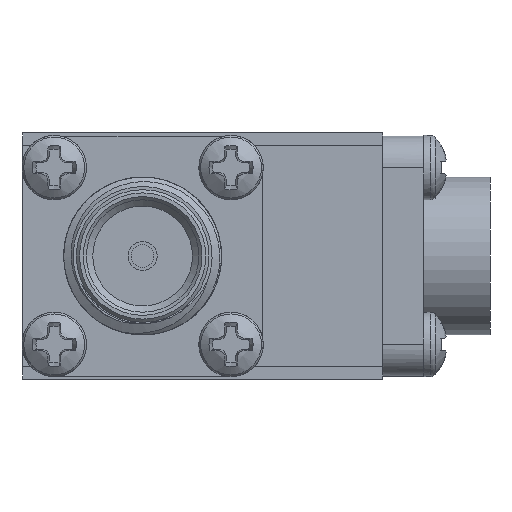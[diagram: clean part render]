
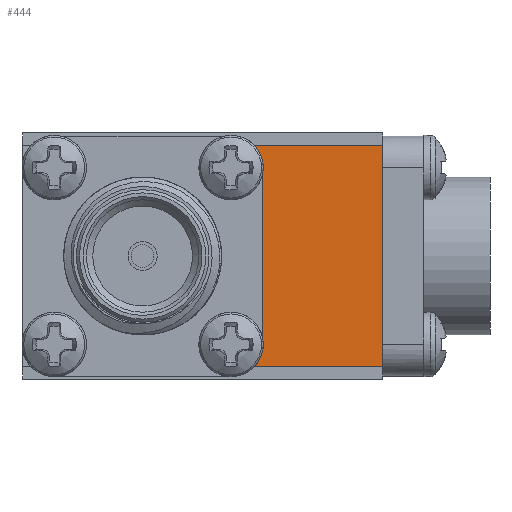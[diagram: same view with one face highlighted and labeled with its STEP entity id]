
A CAD part, left-side view. The second image highlights one B-rep face of the part: STEP entity #444.
In plain terms, the highlighted planar face has unit normal (-1, 0, 0).
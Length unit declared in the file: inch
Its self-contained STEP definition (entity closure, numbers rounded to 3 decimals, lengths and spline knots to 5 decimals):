
#444 = ADVANCED_FACE ( 'NONE', ( #19423 ), #525, .F. ) ;
#525 = PLANE ( 'NONE',  #30231 ) ;
#845 = CARTESIAN_POINT ( 'NONE',  ( -0.25, -0.285, -0.175 ) ) ;
#2135 = ORIENTED_EDGE ( 'NONE', *, *, #4600, .T. ) ;
#3077 = ORIENTED_EDGE ( 'NONE', *, *, #11052, .F. ) ;
#3671 = ORIENTED_EDGE ( 'NONE', *, *, #11328, .T. ) ;
#4600 = EDGE_CURVE ( 'NONE', #23573, #12578, #21864, .T. ) ;
#5761 = VERTEX_POINT ( 'NONE', #16533 ) ;
#5785 = VERTEX_POINT ( 'NONE', #25843 ) ;
#5977 = VERTEX_POINT ( 'NONE', #21714 ) ;
#6039 = DIRECTION ( 'NONE',  ( 0., 0., 1. ) ) ;
#6138 = CARTESIAN_POINT ( 'NONE',  ( -0.25, -0.045, -0.14 ) ) ;
#6464 = LINE ( 'NONE', #26680, #9887 ) ;
#6668 = AXIS2_PLACEMENT_3D ( 'NONE', #6138, #20100, #6039 ) ;
#7013 = DIRECTION ( 'NONE',  ( 0., 1., 0. ) ) ;
#7273 = EDGE_LOOP ( 'NONE', ( #2135, #3671, #23555, #27970, #8419, #3077 ) ) ;
#7810 = LINE ( 'NONE', #10762, #27622 ) ;
#8419 = ORIENTED_EDGE ( 'NONE', *, *, #27784, .T. ) ;
#8543 = VERTEX_POINT ( 'NONE', #17912 ) ;
#9887 = VECTOR ( 'NONE', #14698, 39.37008 ) ;
#10156 = CIRCLE ( 'NONE', #6668, 0.05 ) ;
#10762 = CARTESIAN_POINT ( 'NONE',  ( -0.25, -0.285, 0.195 ) ) ;
#11052 = EDGE_CURVE ( 'NONE', #23573, #5761, #7810, .T. ) ;
#11328 = EDGE_CURVE ( 'NONE', #12578, #8543, #17638, .T. ) ;
#12578 = VERTEX_POINT ( 'NONE', #28665 ) ;
#13071 = VECTOR ( 'NONE', #7013, 39.37008 ) ;
#14698 = DIRECTION ( 'NONE',  ( 0., 0., 1. ) ) ;
#15588 = CARTESIAN_POINT ( 'NONE',  ( -0.25, -0.045, 0.14 ) ) ;
#16533 = CARTESIAN_POINT ( 'NONE',  ( -0.25, -0.285, -0.175 ) ) ;
#17068 = CARTESIAN_POINT ( 'NONE',  ( -0.25, -0.285, 0.195 ) ) ;
#17638 = CIRCLE ( 'NONE', #20579, 0.05 ) ;
#17912 = CARTESIAN_POINT ( 'NONE',  ( -0.25, -0.095, 0.14 ) ) ;
#19423 = FACE_OUTER_BOUND ( 'NONE', #7273, .T. ) ;
#20100 = DIRECTION ( 'NONE',  ( 1., 0., 0. ) ) ;
#20579 = AXIS2_PLACEMENT_3D ( 'NONE', #15588, #29538, #24811 ) ;
#21714 = CARTESIAN_POINT ( 'NONE',  ( -0.25, -0.095, -0.14 ) ) ;
#21757 = DIRECTION ( 'NONE',  ( 1., 0., 0. ) ) ;
#21864 = LINE ( 'NONE', #25782, #13071 ) ;
#21952 = DIRECTION ( 'NONE',  ( 0., 0., -1. ) ) ;
#22078 = DIRECTION ( 'NONE',  ( 0., -1., 0. ) ) ;
#22108 = EDGE_CURVE ( 'NONE', #5977, #8543, #6464, .T. ) ;
#23555 = ORIENTED_EDGE ( 'NONE', *, *, #22108, .F. ) ;
#23573 = VERTEX_POINT ( 'NONE', #25138 ) ;
#23581 = LINE ( 'NONE', #845, #26149 ) ;
#23956 = EDGE_CURVE ( 'NONE', #5977, #5785, #10156, .T. ) ;
#24811 = DIRECTION ( 'NONE',  ( 0., 0., 1. ) ) ;
#25138 = CARTESIAN_POINT ( 'NONE',  ( -0.25, -0.285, 0.175 ) ) ;
#25782 = CARTESIAN_POINT ( 'NONE',  ( -0.25, -0.285, 0.175 ) ) ;
#25843 = CARTESIAN_POINT ( 'NONE',  ( -0.25, -0.08071, -0.175 ) ) ;
#26149 = VECTOR ( 'NONE', #22078, 39.37008 ) ;
#26680 = CARTESIAN_POINT ( 'NONE',  ( -0.25, -0.095, 0.19 ) ) ;
#27116 = DIRECTION ( 'NONE',  ( 0., 0., -1. ) ) ;
#27622 = VECTOR ( 'NONE', #27116, 39.37008 ) ;
#27784 = EDGE_CURVE ( 'NONE', #5785, #5761, #23581, .T. ) ;
#27970 = ORIENTED_EDGE ( 'NONE', *, *, #23956, .T. ) ;
#28665 = CARTESIAN_POINT ( 'NONE',  ( -0.25, -0.08071, 0.175 ) ) ;
#29538 = DIRECTION ( 'NONE',  ( 1., 0., 0. ) ) ;
#30231 = AXIS2_PLACEMENT_3D ( 'NONE', #17068, #21757, #21952 ) ;
